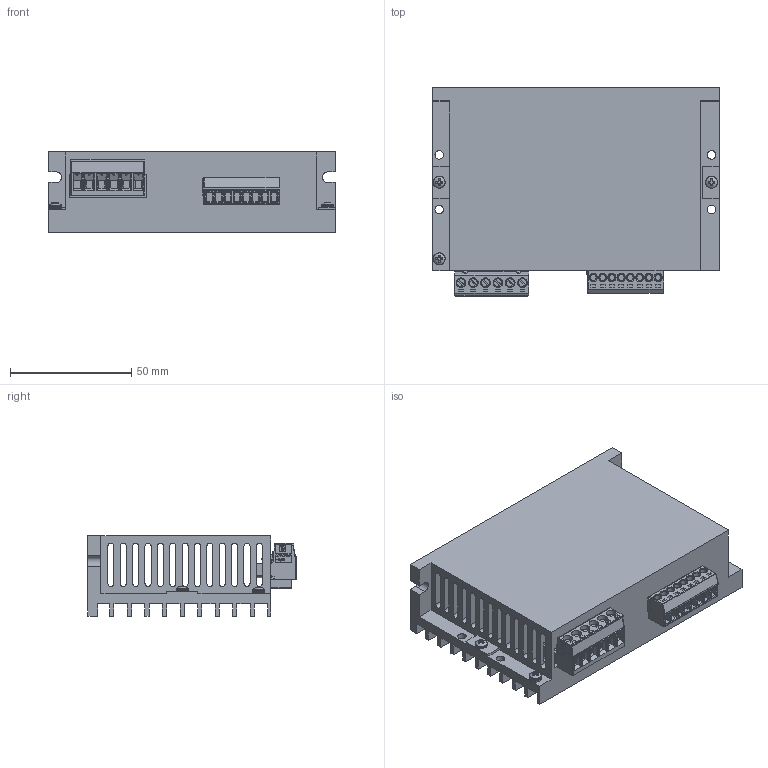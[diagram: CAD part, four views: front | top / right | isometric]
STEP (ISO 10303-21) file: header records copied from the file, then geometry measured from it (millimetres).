
FILE_DESCRIPTION (( 'STEP AP214' ), '1' );
FILE_NAME ('5000-154_RevA.STEP', '2021-01-08T23:30:29', ( '' ), ( '' ), 'SwSTEP 2.0', 'SolidWorks 2017', '' );
FILE_SCHEMA (( 'AUTOMOTIVE_DESIGN' ));
Length unit declared in the file: millimetre
Products named in the file (6): Phoenix Contact 1803633; 98689A111_ METRIC GENERAL PURPOSE WASHERS_98689A111; 92000A100_18-8 SS METRIC PAN HEAD PHIL MACHINE SCREW_92000A100; 5000-154_RevA; Phoenix Contact 1757051
Assembly tree (7 placements, depth 2):
  5000-154_RevA
    5000-154_RevA
    Phoenix Contact 1757051
    Phoenix Contact 1803633
    98689A111_ METRIC GENERAL PURPOSE WASHERS_98689A111
    92000A100_18-8 SS METRIC PAN HEAD PHIL MACHINE SCREW_92000A100  x3
Bounding box: 118.11 x 85.84 x 33.02 mm (x, y, z)
Volume: 185037.2 mm3; surface area: 99313.2 mm2
Topology: 7 solids, 7 shells, 1637 faces, 4399 edges, 2818 vertices
Faces by surface type: plane 1134, cylinder 354, torus 48, cone 37, sphere 35, bspline 29
Full cylindrical faces by diameter (mm): 0.38 x1, 1.53 x6, 2.05 x3, 2.7 x1, 2.9 x8, 3 x6, 3.48 x4, 4 x6, 5 x4
Entity records: 59499 total; most frequent: CARTESIAN_POINT 9876, ORIENTED_EDGE 8014, DIRECTION 7625, EDGE_CURVE 4007, VECTOR 3139, LINE 3139, VERTEX_POINT 2623, AXIS2_PLACEMENT_3D 2243
